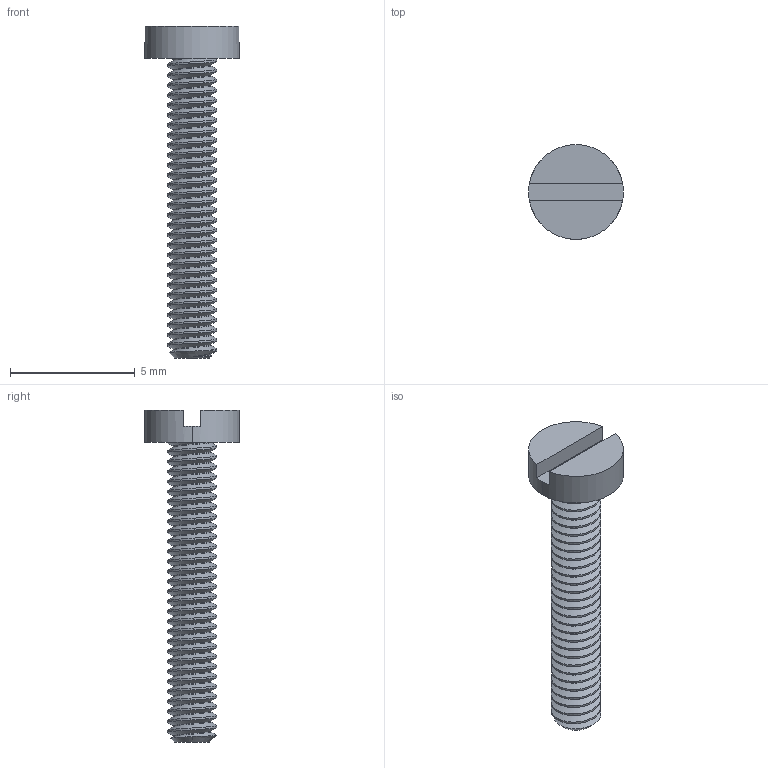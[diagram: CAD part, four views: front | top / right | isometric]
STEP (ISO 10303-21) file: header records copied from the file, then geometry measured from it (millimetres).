
FILE_DESCRIPTION (( 'STEP AP203' ), '1' );
FILE_NAME ('96295A108_Narrow Cheese Head Slotted Screws.STEP', '2021-07-11T07:16:44', ( 'Administrator' ), ( 'Managed by Terraform' ), 'SwSTEP 2.0', 'SolidWorks 2017', '' );
FILE_SCHEMA (( 'CONFIG_CONTROL_DESIGN' ));
Length unit declared in the file: millimetre
Products named in the file (1): 96295A108_Narrow Cheese Head Slotted Screws
Bounding box: 3.8 x 3.8 x 13.3 mm (x, y, z)
Volume: 42.8 mm3; surface area: 160.5 mm2
Topology: 2 solids, 2 shells, 135 faces, 392 edges, 261 vertices
Faces by surface type: cylinder 122, plane 8, cone 3, bspline 2
Entity records: 6924 total; most frequent: CARTESIAN_POINT 4004, ORIENTED_EDGE 784, DIRECTION 429, EDGE_CURVE 392, VERTEX_POINT 261, AXIS2_PLACEMENT_3D 149, EDGE_LOOP 135, ADVANCED_FACE 135
